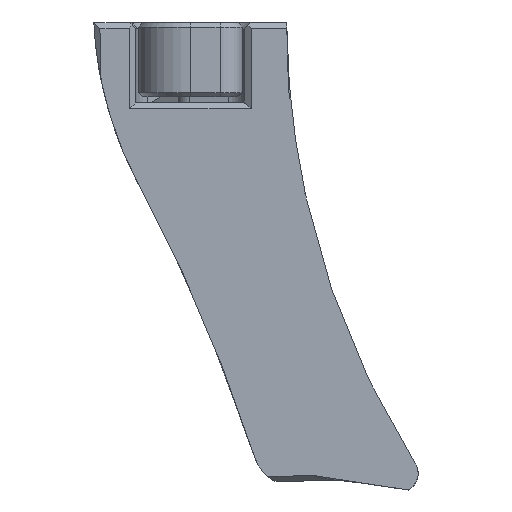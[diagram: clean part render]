
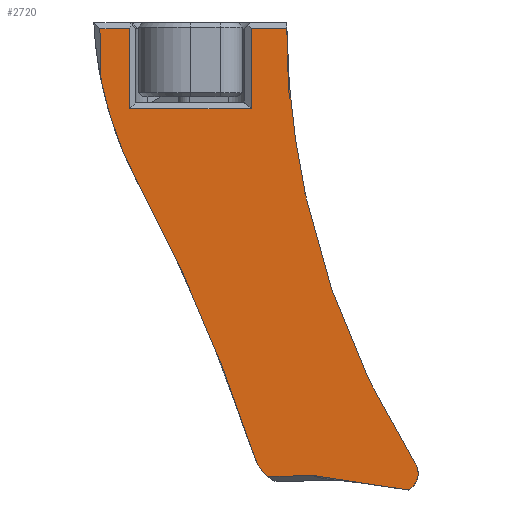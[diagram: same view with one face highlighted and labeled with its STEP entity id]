
A CAD part, left-side view. The second image highlights one B-rep face of the part: STEP entity #2720.
In plain terms, the highlighted planar face has unit normal (-1, 0, 0).
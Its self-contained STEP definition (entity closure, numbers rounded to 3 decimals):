
#135=CIRCLE('',#3001,1.242);
#136=CIRCLE('',#3003,55.963);
#137=CIRCLE('',#3004,55.963);
#138=CIRCLE('',#3005,26.);
#139=CIRCLE('',#3006,112.15);
#140=CIRCLE('',#3007,2.6);
#258=PLANE('',#3002);
#413=FACE_OUTER_BOUND('',#588,.T.);
#588=EDGE_LOOP('',(#2359,#2360,#2361,#2362,#2363,#2364,#2365,#2366,#2367,
#2368,#2369,#2370,#2371,#2372));
#817=LINE('',#4443,#1073);
#821=LINE('',#4457,#1077);
#841=LINE('',#4531,#1097);
#843=LINE('',#4573,#1099);
#845=LINE('',#4623,#1101);
#846=LINE('',#4625,#1102);
#847=LINE('',#4627,#1103);
#848=LINE('',#4634,#1104);
#1073=VECTOR('',#3635,10.);
#1077=VECTOR('',#3643,10.);
#1097=VECTOR('',#3709,10.);
#1099=VECTOR('',#3715,10.);
#1101=VECTOR('',#3723,10.);
#1102=VECTOR('',#3724,10.);
#1103=VECTOR('',#3725,10.);
#1104=VECTOR('',#3732,10.);
#1317=VERTEX_POINT('',#4440);
#1318=VERTEX_POINT('',#4442);
#1322=VERTEX_POINT('',#4455);
#1341=VERTEX_POINT('',#4528);
#1342=VERTEX_POINT('',#4530);
#1344=VERTEX_POINT('',#4535);
#1345=VERTEX_POINT('',#4540);
#1346=VERTEX_POINT('',#4572);
#1350=VERTEX_POINT('',#4620);
#1351=VERTEX_POINT('',#4624);
#1352=VERTEX_POINT('',#4626);
#1353=VERTEX_POINT('',#4628);
#1354=VERTEX_POINT('',#4630);
#1355=VERTEX_POINT('',#4632);
#1657=EDGE_CURVE('',#1317,#1318,#817,.T.);
#1663=EDGE_CURVE('',#1322,#1317,#821,.T.);
#1695=EDGE_CURVE('',#1341,#1342,#841,.T.);
#1699=EDGE_CURVE('',#1344,#1345,#135,.T.);
#1700=EDGE_CURVE('',#1346,#1344,#843,.T.);
#1705=EDGE_CURVE('',#1345,#1350,#136,.T.);
#1706=EDGE_CURVE('',#1350,#1318,#137,.T.);
#1707=EDGE_CURVE('',#1342,#1322,#845,.T.);
#1708=EDGE_CURVE('',#1351,#1341,#846,.T.);
#1709=EDGE_CURVE('',#1352,#1351,#847,.T.);
#1710=EDGE_CURVE('',#1353,#1352,#138,.T.);
#1711=EDGE_CURVE('',#1353,#1354,#139,.T.);
#1712=EDGE_CURVE('',#1354,#1355,#140,.T.);
#1713=EDGE_CURVE('',#1346,#1355,#848,.T.);
#2359=ORIENTED_EDGE('',*,*,#1699,.T.);
#2360=ORIENTED_EDGE('',*,*,#1705,.T.);
#2361=ORIENTED_EDGE('',*,*,#1706,.T.);
#2362=ORIENTED_EDGE('',*,*,#1657,.F.);
#2363=ORIENTED_EDGE('',*,*,#1663,.F.);
#2364=ORIENTED_EDGE('',*,*,#1707,.F.);
#2365=ORIENTED_EDGE('',*,*,#1695,.F.);
#2366=ORIENTED_EDGE('',*,*,#1708,.F.);
#2367=ORIENTED_EDGE('',*,*,#1709,.F.);
#2368=ORIENTED_EDGE('',*,*,#1710,.F.);
#2369=ORIENTED_EDGE('',*,*,#1711,.T.);
#2370=ORIENTED_EDGE('',*,*,#1712,.T.);
#2371=ORIENTED_EDGE('',*,*,#1713,.F.);
#2372=ORIENTED_EDGE('',*,*,#1700,.T.);
#2720=ADVANCED_FACE('',(#413),#258,.F.);
#3001=AXIS2_PLACEMENT_3D('',#4555,#3713,#3714);
#3002=AXIS2_PLACEMENT_3D('',#4619,#3717,#3718);
#3003=AXIS2_PLACEMENT_3D('',#4621,#3719,#3720);
#3004=AXIS2_PLACEMENT_3D('',#4622,#3721,#3722);
#3005=AXIS2_PLACEMENT_3D('',#4629,#3726,#3727);
#3006=AXIS2_PLACEMENT_3D('',#4631,#3728,#3729);
#3007=AXIS2_PLACEMENT_3D('',#4633,#3730,#3731);
#3635=DIRECTION('',(0.,-1.,0.));
#3643=DIRECTION('',(0.,0.,1.));
#3709=DIRECTION('',(0.,0.,-1.));
#3713=DIRECTION('center_axis',(-1.,0.,0.));
#3714=DIRECTION('ref_axis',(0.,-0.454,-0.891));
#3715=DIRECTION('',(0.,-0.988,-0.151));
#3717=DIRECTION('center_axis',(1.,0.,0.));
#3718=DIRECTION('ref_axis',(0.,1.,0.));
#3719=DIRECTION('center_axis',(1.,0.,0.));
#3720=DIRECTION('ref_axis',(0.,1.,-0.004));
#3721=DIRECTION('center_axis',(1.,0.,0.));
#3722=DIRECTION('ref_axis',(0.,1.,-0.004));
#3723=DIRECTION('',(0.,-1.,0.));
#3724=DIRECTION('',(0.,-1.,0.023));
#3725=DIRECTION('',(0.,0.023,1.));
#3726=DIRECTION('center_axis',(1.,0.,0.));
#3727=DIRECTION('ref_axis',(0.,0.882,-0.472));
#3728=DIRECTION('center_axis',(1.,0.,0.));
#3729=DIRECTION('ref_axis',(0.,-0.951,0.308));
#3730=DIRECTION('center_axis',(-1.,0.,0.));
#3731=DIRECTION('ref_axis',(0.,0.951,-0.308));
#3732=DIRECTION('',(0.,1.,-0.023));
#4440=CARTESIAN_POINT('',(-15.,88.902,-26.2));
#4442=CARTESIAN_POINT('',(-15.,86.511,-26.2));
#4443=CARTESIAN_POINT('',(-15.,91.976,-26.2));
#4455=CARTESIAN_POINT('',(-15.,88.902,-31.6));
#4457=CARTESIAN_POINT('',(-15.,88.902,-31.2));
#4528=CARTESIAN_POINT('',(-15.,97.1,-26.164));
#4530=CARTESIAN_POINT('',(-15.,97.1,-31.6));
#4531=CARTESIAN_POINT('',(-15.,97.1,-36.247));
#4535=CARTESIAN_POINT('',(-15.,78.353,-57.24));
#4540=CARTESIAN_POINT('',(-15.,77.867,-55.47));
#4555=CARTESIAN_POINT('Origin',(-15.,78.917,-56.134));
#4572=CARTESIAN_POINT('',(-15.,84.714,-56.267));
#4573=CARTESIAN_POINT('',(-15.,82.437,-56.615));
#4619=CARTESIAN_POINT('Origin',(-15.,90.948,-41.295));
#4620=CARTESIAN_POINT('',(-15.,85.24,-37.461));
#4621=CARTESIAN_POINT('Origin',(-15.,30.551,-25.585));
#4622=CARTESIAN_POINT('Origin',(-15.,30.551,-25.585));
#4623=CARTESIAN_POINT('',(-15.,93.924,-31.6));
#4624=CARTESIAN_POINT('',(-15.,99.087,-26.209));
#4625=CARTESIAN_POINT('',(-15.,95.39,-26.125));
#4626=CARTESIAN_POINT('',(-15.,99.009,-29.66));
#4627=CARTESIAN_POINT('',(-15.,98.833,-37.439));
#4628=CARTESIAN_POINT('',(-15.,96.455,-36.747));
#4629=CARTESIAN_POINT('Origin',(-15.,73.531,-24.479));
#4630=CARTESIAN_POINT('',(-15.,88.643,-55.106));
#4631=CARTESIAN_POINT('Origin',(-15.,195.336,-89.663));
#4632=CARTESIAN_POINT('',(-15.,87.792,-56.336));
#4633=CARTESIAN_POINT('Origin',(-15.,86.169,-54.305));
#4634=CARTESIAN_POINT('',(-15.,94.703,-56.493));
